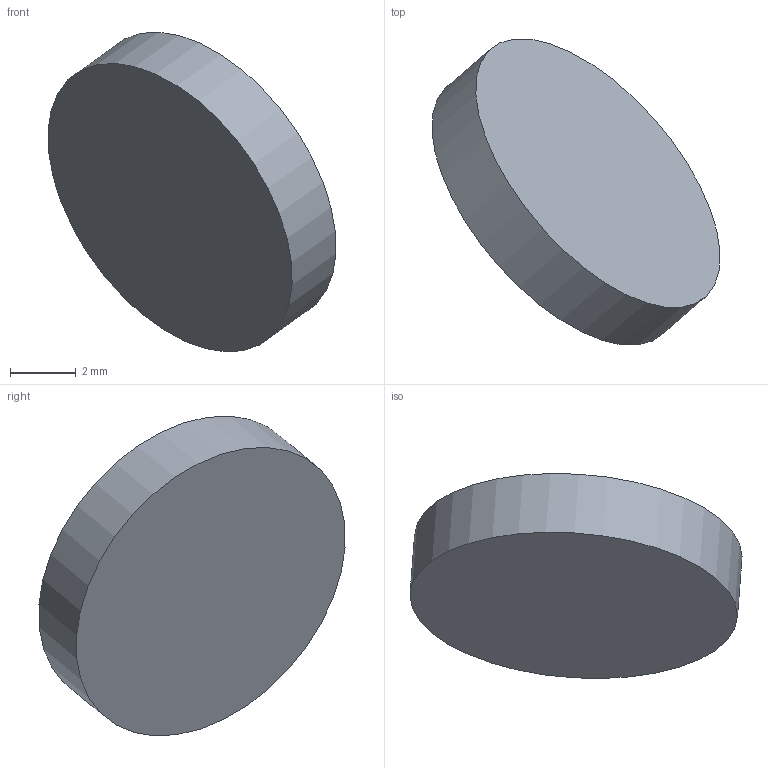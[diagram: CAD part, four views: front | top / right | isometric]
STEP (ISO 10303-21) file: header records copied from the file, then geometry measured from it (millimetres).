
FILE_DESCRIPTION(('Open CASCADE Model'),'2;1');
FILE_NAME('Open CASCADE Shape Model','2019-07-08T17:26:08',('Author'),( 'Open CASCADE'),'Open CASCADE STEP processor 6.8','Open CASCADE 6.8' ,'Unknown');
FILE_SCHEMA(('AUTOMOTIVE_DESIGN_CC2 { 1 2 10303 214 -1 1 5 4 }'));
Length unit declared in the file: millimetre
Products named in the file (2): Open CASCADE STEP translator 6.8 1; Open CASCADE STEP translator 6.8 1.1
Assembly tree (5 placements, depth 2):
  Open CASCADE STEP translator 6.8 1
    Open CASCADE STEP translator 6.8 1.1  x5
Bounding box: 8.77 x 9.32 x 9.74 mm (x, y, z)
Volume: 785.4 mm3; surface area: 1099.6 mm2
Topology: 5 solids, 5 shells, 15 faces, 15 edges, 10 vertices
Faces by surface type: plane 10, cylinder 5
Full cylindrical faces by diameter (mm): 10 x5
Entity records: 215 total; most frequent: DIRECTION 29, CARTESIAN_POINT 20, AXIS2_PLACEMENT_3D 11, SHAPE_DEFINITION_REPRESENTATION 7, PRODUCT_DEFINITION_SHAPE 7, SHAPE_REPRESENTATION 6, ORIENTED_EDGE 6, PCURVE 6
